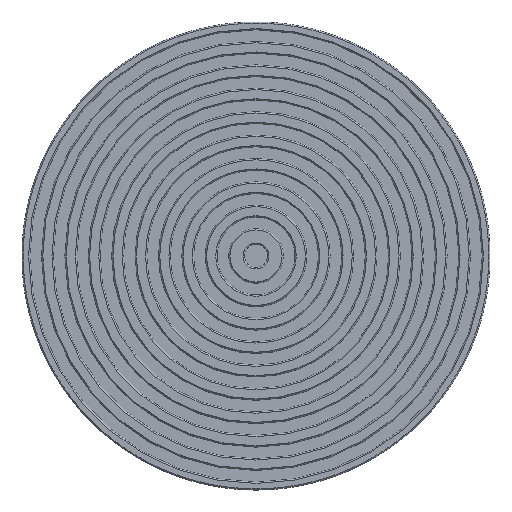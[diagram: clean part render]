
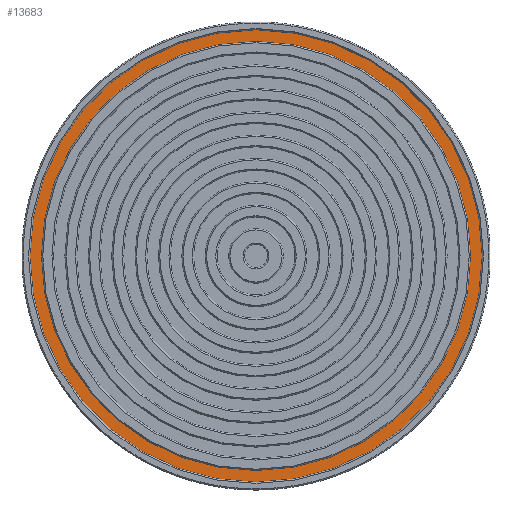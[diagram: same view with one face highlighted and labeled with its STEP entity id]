
A CAD part, top view. The second image highlights one B-rep face of the part: STEP entity #13683.
In plain terms, the highlighted planar face has unit normal (0, 0, 1).
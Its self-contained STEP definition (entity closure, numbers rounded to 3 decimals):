
#44=FACE_BOUND('',#1657,.T.);
#104=CIRCLE('',#14313,137.5);
#109=CIRCLE('',#14580,145.);
#819=FACE_OUTER_BOUND('',#1656,.T.);
#1656=EDGE_LOOP('',(#11677));
#1657=EDGE_LOOP('',(#11678));
#6154=VERTEX_POINT('',#20548);
#6542=VERTEX_POINT('',#21848);
#7653=EDGE_CURVE('',#6154,#6154,#104,.T.);
#8303=EDGE_CURVE('',#6542,#6542,#109,.T.);
#11677=ORIENTED_EDGE('',*,*,#8303,.T.);
#11678=ORIENTED_EDGE('',*,*,#7653,.T.);
#12856=PLANE('',#14581);
#13683=ADVANCED_FACE('',(#819,#44),#12856,.T.);
#14313=AXIS2_PLACEMENT_3D('',#20550,#16737,#16738);
#14580=AXIS2_PLACEMENT_3D('',#21850,#17916,#17917);
#14581=AXIS2_PLACEMENT_3D('',#21851,#17918,#17919);
#16737=DIRECTION('center_axis',(0.,0.,-1.));
#16738=DIRECTION('ref_axis',(1.,0.,0.));
#17916=DIRECTION('center_axis',(0.,0.,1.));
#17917=DIRECTION('ref_axis',(1.,0.,0.));
#17918=DIRECTION('center_axis',(0.,0.,1.));
#17919=DIRECTION('ref_axis',(1.,0.,0.));
#20548=CARTESIAN_POINT('',(-137.5,0.,2.));
#20550=CARTESIAN_POINT('Origin',(0.,0.,2.));
#21848=CARTESIAN_POINT('',(-145.,0.,2.));
#21850=CARTESIAN_POINT('Origin',(0.,0.,2.));
#21851=CARTESIAN_POINT('Origin',(0.,0.,
2.));
